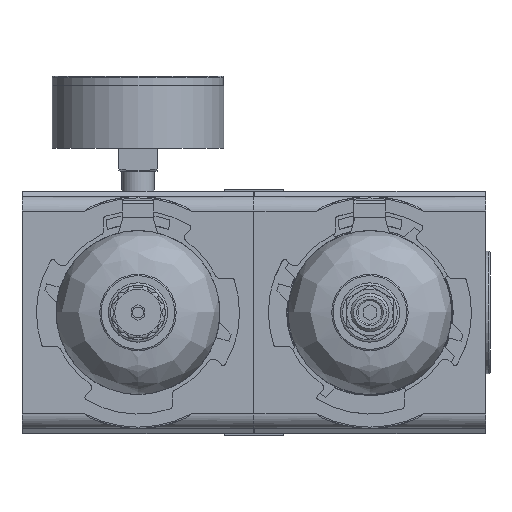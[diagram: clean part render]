
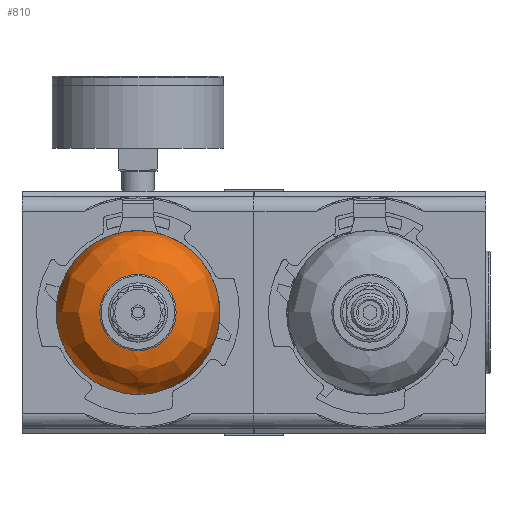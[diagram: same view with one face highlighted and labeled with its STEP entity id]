
A CAD part, front view. The second image highlights one B-rep face of the part: STEP entity #810.
In plain terms, the highlighted free-form (B-spline) face has degree [3, 3] with [4, 7] control points.
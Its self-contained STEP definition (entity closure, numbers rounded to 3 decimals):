
#810 = ADVANCED_FACE( '', ( #2390, #2391 ), #2392, .T. );
#2390 = FACE_OUTER_BOUND( '', #4994, .T. );
#2391 = FACE_OUTER_BOUND( '', #4995, .T. );
#2392 = ( BOUNDED_SURFACE(  )B_SPLINE_SURFACE( 3, 3, ( ( #4998, #4999, #5000, #5001, #5002, #5003, #5004 ), ( #5005, #5006, #5007, #5008, #5009, #5010, #5011 ), ( #5012, #5013, #5014, #5015, #5016, #5017, #5018 ), ( #5019, #5020, #5021, #5022, #5023, #5024, #5025 ) ), .UNSPECIFIED., .F., .T., .F. )B_SPLINE_SURFACE_WITH_KNOTS( ( 4, 4 ), ( 4, 3, 4 ), ( 0., 6.283 ), ( 0., 0.785, 1.571 ), .UNSPECIFIED. )GEOMETRIC_REPRESENTATION_ITEM(  )RATIONAL_B_SPLINE_SURFACE( ( ( 1., 0.333, 0.333, 1., 0.333, 0.333, 1. ), ( 0.805, 0.268, 0.268, 0.805, 0.268, 0.268, 0.805 ), ( 0.805, 0.268, 0.268, 0.805, 0.268, 0.268, 0.805 ), ( 1., 0.333, 0.333, 1., 0.333, 0.333, 1. ) ) )REPRESENTATION_ITEM( '' )SURFACE(  ) );
#4994 = EDGE_LOOP( '', ( #9407 ) );
#4995 = EDGE_LOOP( '', ( #9408 ) );
#4998 = CARTESIAN_POINT( '', ( 0., 1.5, -14. ) );
#4999 = CARTESIAN_POINT( '', ( 28., 1.5, -14. ) );
#5000 = CARTESIAN_POINT( '', ( 28., 1.5, 14. ) );
#5001 = CARTESIAN_POINT( '', ( 0., 1.5, 14. ) );
#5002 = CARTESIAN_POINT( '', ( -28., 1.5, 14. ) );
#5003 = CARTESIAN_POINT( '', ( -28., 1.5, -14. ) );
#5004 = CARTESIAN_POINT( '', ( 0., 1.5, -14. ) );
#5005 = CARTESIAN_POINT( '', ( 0., 1.5, -23.373 ) );
#5006 = CARTESIAN_POINT( '', ( 46.745, 1.5, -23.373 ) );
#5007 = CARTESIAN_POINT( '', ( 46.745, 1.5, 23.373 ) );
#5008 = CARTESIAN_POINT( '', ( 0., 1.5, 23.373 ) );
#5009 = CARTESIAN_POINT( '', ( -46.745, 1.5, 23.373 ) );
#5010 = CARTESIAN_POINT( '', ( -46.745, 1.5, -23.373 ) );
#5011 = CARTESIAN_POINT( '', ( 0., 1.5, -23.373 ) );
#5012 = CARTESIAN_POINT( '', ( 0., 8.127, -30. ) );
#5013 = CARTESIAN_POINT( '', ( 60., 8.127, -30. ) );
#5014 = CARTESIAN_POINT( '', ( 60., 8.127, 30. ) );
#5015 = CARTESIAN_POINT( '', ( 0., 8.127, 30. ) );
#5016 = CARTESIAN_POINT( '', ( -60., 8.127, 30. ) );
#5017 = CARTESIAN_POINT( '', ( -60., 8.127, -30. ) );
#5018 = CARTESIAN_POINT( '', ( 0., 8.127, -30. ) );
#5019 = CARTESIAN_POINT( '', ( 0., 17.5, -30. ) );
#5020 = CARTESIAN_POINT( '', ( 60., 17.5, -30. ) );
#5021 = CARTESIAN_POINT( '', ( 60., 17.5, 30. ) );
#5022 = CARTESIAN_POINT( '', ( 0., 17.5, 30. ) );
#5023 = CARTESIAN_POINT( '', ( -60., 17.5, 30. ) );
#5024 = CARTESIAN_POINT( '', ( -60., 17.5, -30. ) );
#5025 = CARTESIAN_POINT( '', ( 0., 17.5, -30. ) );
#9407 = ORIENTED_EDGE( '', *, *, #17025, .T. );
#9408 = ORIENTED_EDGE( '', *, *, #17024, .F. );
#17024 = EDGE_CURVE( '', #20446, #20446, #20447, .T. );
#17025 = EDGE_CURVE( '', #20448, #20448, #20449, .T. );
#20446 = VERTEX_POINT( '', #25874 );
#20447 = CIRCLE( '', #25875, 14. );
#20448 = VERTEX_POINT( '', #25876 );
#20449 = CIRCLE( '', #25877, 30. );
#25874 = CARTESIAN_POINT( '', ( 0., 1.5, -14. ) );
#25875 = AXIS2_PLACEMENT_3D( '', #33207, #33208, #33209 );
#25876 = CARTESIAN_POINT( '', ( 0., 17.5, -30. ) );
#25877 = AXIS2_PLACEMENT_3D( '', #33210, #33211, #33212 );
#33207 = CARTESIAN_POINT( '', ( 0., 1.5, 0. ) );
#33208 = DIRECTION( '', ( 0., -1., 0. ) );
#33209 = DIRECTION( '', ( 0., 0., -1. ) );
#33210 = CARTESIAN_POINT( '', ( 0., 17.5, 0. ) );
#33211 = DIRECTION( '', ( 0., -1., 0. ) );
#33212 = DIRECTION( '', ( 0., 0., -1. ) );
